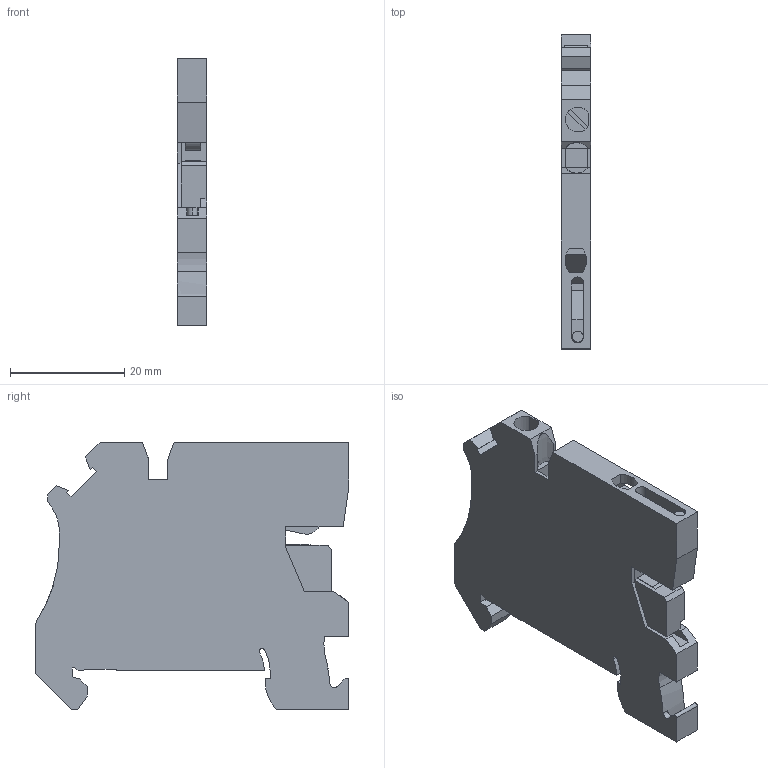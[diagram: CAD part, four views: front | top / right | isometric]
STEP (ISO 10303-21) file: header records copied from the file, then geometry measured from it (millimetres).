
FILE_DESCRIPTION(('Creo Elements/Direct Modeling STEP Export'),'2;1');
FILE_NAME('model.stp','2019-01-15T10:01:04',(''),(''),'Creo Elements/Direct Modeling STEP processor for AP214 (Solid Model)','Creo Elements/Direct Modeling 18.1I 14-Aug-2016 (C) Parametric Technology GmbH','');
FILE_SCHEMA(('AUTOMOTIVE_DESIGN { 1 0 10303 214 1 1 1 1 }'));
Length unit declared in the file: millimetre
Products named in the file (2): UTN_25_select
Assembly tree (1 placements, depth 2):
  UTN_25_select
    UTN_25_select
Bounding box: 5.15 x 55 x 46.85 mm (x, y, z)
Volume: 8396.8 mm3; surface area: 6937.9 mm2
Topology: 1 solids, 1 shells, 229 faces, 679 edges, 444 vertices
Faces by surface type: plane 196, cylinder 30, extrusion 3
Entity records: 9370 total; most frequent: CARTESIAN_POINT 1548, ORIENTED_EDGE 1358, DIRECTION 1088, EDGE_CURVE 679, VECTOR 574, LINE 571, VERTEX_POINT 444, AXIS2_PLACEMENT_3D 257
